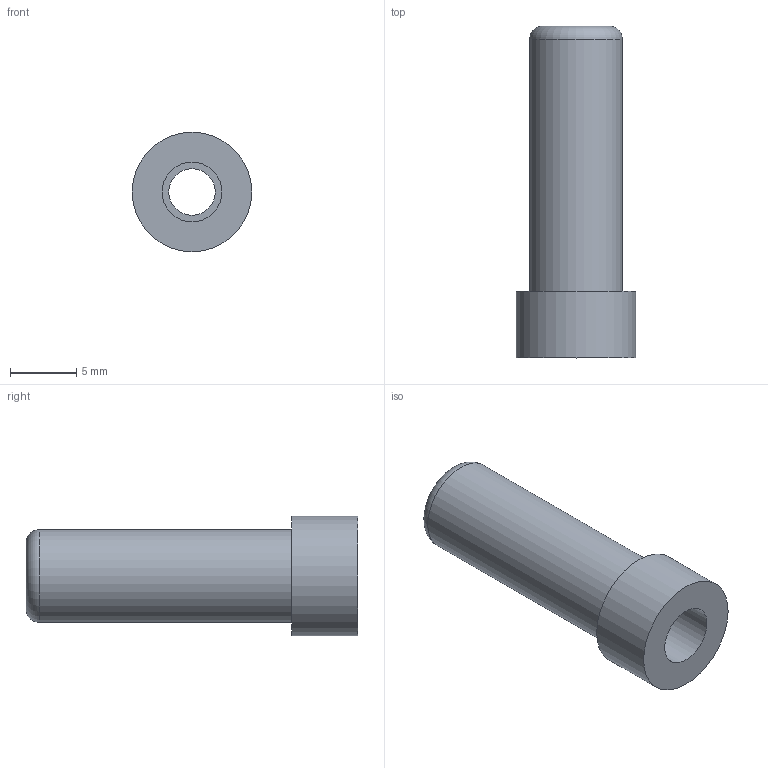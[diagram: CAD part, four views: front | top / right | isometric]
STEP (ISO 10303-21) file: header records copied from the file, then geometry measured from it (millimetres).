
FILE_DESCRIPTION(/* description */ (''),/* implementation_level */ '2;1');
FILE_NAME(/* name */ 'telescopic button bottom.stp',/* time_stamp */ '2025-01-10T00:54:32-05:00',/* author */ ('thevizwiz'),/* organization */ (''),/* preprocessor_version */ 'ST-DEVELOPER v20',/* originating_system */ 'Autodesk Inventor 2024',/* authorisation */ '');
FILE_SCHEMA (('AUTOMOTIVE_DESIGN { 1 0 10303 214 3 1 1 }'));
Length unit declared in the file: millimetre
Products named in the file (1): telescopic button bottom
Bounding box: 9 x 25 x 9 mm (x, y, z)
Volume: 811.4 mm3; surface area: 969.9 mm2
Topology: 1 solids, 1 shells, 9 faces, 15 edges, 10 vertices
Faces by surface type: cylinder 4, plane 4, torus 1
Full cylindrical faces by diameter (mm): 3.5 x1, 4.5 x1, 7 x1, 9 x1
Entity records: 267 total; most frequent: DIRECTION 46, CARTESIAN_POINT 35, ORIENTED_EDGE 30, AXIS2_PLACEMENT_3D 21, EDGE_CURVE 15, EDGE_LOOP 13, CIRCLE 11, VERTEX_POINT 10
